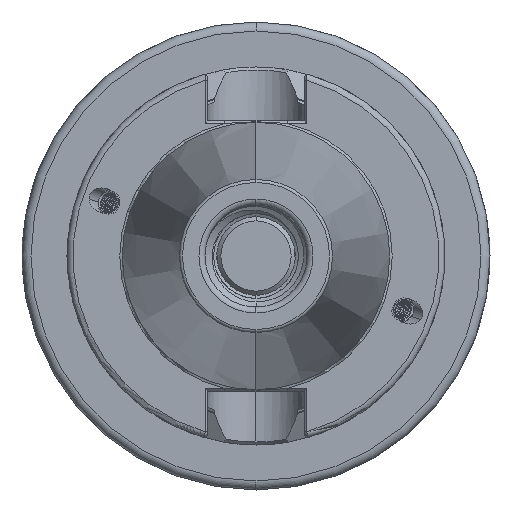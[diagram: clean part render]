
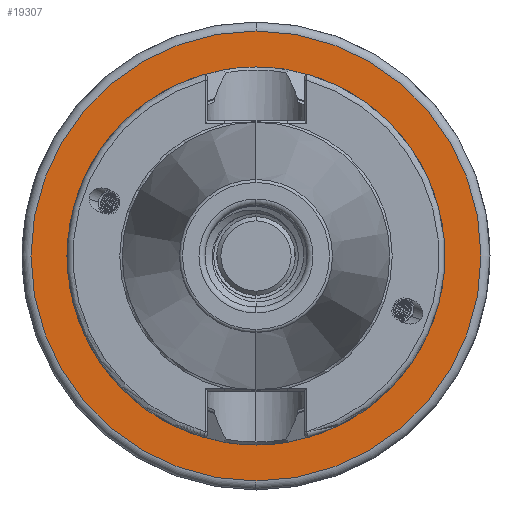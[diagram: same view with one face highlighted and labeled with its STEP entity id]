
A CAD part, left-side view. The second image highlights one B-rep face of the part: STEP entity #19307.
In plain terms, the highlighted planar face has unit normal (-1, 0, 0).
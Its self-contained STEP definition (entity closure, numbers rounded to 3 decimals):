
#802 = FACE_OUTER_BOUND ( 'NONE', #23724, .T. ) ;
#803 = FACE_BOUND ( 'NONE', #23742, .T. ) ;
#2574 = PLANE ( 'NONE',  #26881 ) ;
#2575 = CARTESIAN_POINT ( 'NONE',  ( 63., 30.5, 0. ) ) ;
#2576 = DIRECTION ( 'NONE',  ( -1., 0., 0. ) ) ;
#2667 = DIRECTION ( 'NONE',  ( 0., 0., 1. ) ) ;
#5496 = CIRCLE ( 'NONE', #25220, 31.3 ) ;
#5879 = CIRCLE ( 'NONE', #24162, 37.5 ) ;
#9189 = EDGE_CURVE ( 'NONE', #31959, #31856, #5496, .T. ) ;
#9623 = EDGE_CURVE ( 'NONE', #31936, #31942, #5879, .T. ) ;
#12091 = DIRECTION ( 'NONE',  ( -1., 0., 0. ) ) ;
#12103 = CARTESIAN_POINT ( 'NONE',  ( 63., 0., 0. ) ) ;
#12104 = DIRECTION ( 'NONE',  ( 0., 0., 1. ) ) ;
#12121 = DIRECTION ( 'NONE',  ( 1., 0., 0. ) ) ;
#12126 = CARTESIAN_POINT ( 'NONE',  ( 63., 0., 0. ) ) ;
#12129 = DIRECTION ( 'NONE',  ( 0., 0., 1. ) ) ;
#12952 = CARTESIAN_POINT ( 'NONE',  ( 63., 0., -31.3 ) ) ;
#12982 = CARTESIAN_POINT ( 'NONE',  ( 63., 0., 37.5 ) ) ;
#12998 = CARTESIAN_POINT ( 'NONE',  ( 63., 0., -37.5 ) ) ;
#13023 = CARTESIAN_POINT ( 'NONE',  ( 63., 0., 31.3 ) ) ;
#15760 = DIRECTION ( 'NONE',  ( 1., 0., 0. ) ) ;
#15764 = DIRECTION ( 'NONE',  ( 0., 0., 1. ) ) ;
#15795 = CARTESIAN_POINT ( 'NONE',  ( 63., 0., 0. ) ) ;
#19307 = ADVANCED_FACE ( 'NONE', ( #802, #803 ), #2574, .T. ) ;
#20411 = ORIENTED_EDGE ( 'NONE', *, *, #9623, .T. ) ;
#20413 = ORIENTED_EDGE ( 'NONE', *, *, #24530, .T. ) ;
#20415 = ORIENTED_EDGE ( 'NONE', *, *, #24522, .T. ) ;
#20454 = ORIENTED_EDGE ( 'NONE', *, *, #9189, .T. ) ;
#23724 = EDGE_LOOP ( 'NONE', ( #20411, #20413 ) ) ;
#23742 = EDGE_LOOP ( 'NONE', ( #20454, #20415 ) ) ;
#24162 = AXIS2_PLACEMENT_3D ( 'NONE', #28907, #28911, #28923 ) ;
#24522 = EDGE_CURVE ( 'NONE', #31856, #31959, #30194, .T. ) ;
#24530 = EDGE_CURVE ( 'NONE', #31942, #31936, #30207, .T. ) ;
#25220 = AXIS2_PLACEMENT_3D ( 'NONE', #15795, #15760, #15764 ) ;
#25989 = AXIS2_PLACEMENT_3D ( 'NONE', #12103, #12121, #12129 ) ;
#26047 = AXIS2_PLACEMENT_3D ( 'NONE', #12126, #12091, #12104 ) ;
#26881 = AXIS2_PLACEMENT_3D ( 'NONE', #2575, #2576, #2667 ) ;
#28907 = CARTESIAN_POINT ( 'NONE',  ( 63., 0., 0. ) ) ;
#28911 = DIRECTION ( 'NONE',  ( -1., 0., 0. ) ) ;
#28923 = DIRECTION ( 'NONE',  ( 0., 0., 1. ) ) ;
#30194 = CIRCLE ( 'NONE', #25989, 31.3 ) ;
#30207 = CIRCLE ( 'NONE', #26047, 37.5 ) ;
#31856 = VERTEX_POINT ( 'NONE', #12952 ) ;
#31936 = VERTEX_POINT ( 'NONE', #12982 ) ;
#31942 = VERTEX_POINT ( 'NONE', #12998 ) ;
#31959 = VERTEX_POINT ( 'NONE', #13023 ) ;
